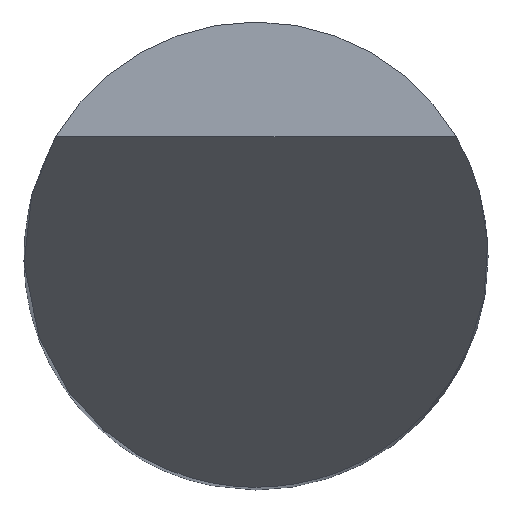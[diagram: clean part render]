
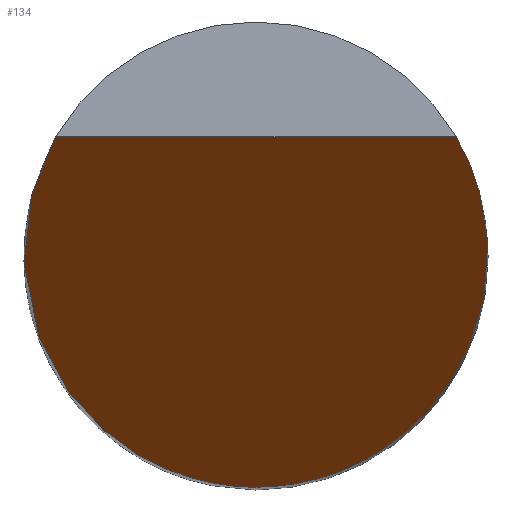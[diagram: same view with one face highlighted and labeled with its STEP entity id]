
A CAD part, top view. The second image highlights one B-rep face of the part: STEP entity #134.
In plain terms, the highlighted planar face has unit normal (0, -0.866, 0.5).
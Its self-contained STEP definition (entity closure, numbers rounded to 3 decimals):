
#55=PLANE('',#614);
#73=LINE('',#973,#101);
#101=VECTOR('',#686,1.);
#134=ADVANCED_FACE('',(#169),#55,.F.);
#169=FACE_OUTER_BOUND('',#201,.T.);
#201=EDGE_LOOP('',(#279,#280,#281));
#279=ORIENTED_EDGE('',*,*,#475,.T.);
#280=ORIENTED_EDGE('',*,*,#476,.T.);
#281=ORIENTED_EDGE('',*,*,#477,.T.);
#419=VERTEX_POINT('',#966);
#420=VERTEX_POINT('',#967);
#421=VERTEX_POINT('',#972);
#475=EDGE_CURVE('',#419,#420,#553,.T.);
#476=EDGE_CURVE('',#420,#421,#554,.T.);
#477=EDGE_CURVE('',#421,#419,#73,.T.);
#553=(
BOUNDED_CURVE()
B_SPLINE_CURVE(3,(#962,#963,#964,#965),.UNSPECIFIED.,.F.,.F.)
B_SPLINE_CURVE_WITH_KNOTS((4,4),(0.,1.),.UNSPECIFIED.)
CURVE()
GEOMETRIC_REPRESENTATION_ITEM()
RATIONAL_B_SPLINE_CURVE((1.,0.665,0.665,1.))
REPRESENTATION_ITEM('')
);
#554=(
BOUNDED_CURVE()
B_SPLINE_CURVE(3,(#968,#969,#970,#971),.UNSPECIFIED.,.F.,.F.)
B_SPLINE_CURVE_WITH_KNOTS((4,4),(0.,1.),.UNSPECIFIED.)
CURVE()
GEOMETRIC_REPRESENTATION_ITEM()
RATIONAL_B_SPLINE_CURVE((1.,0.665,0.665,1.))
REPRESENTATION_ITEM('')
);
#614=AXIS2_PLACEMENT_3D('',#974,#687,#688);
#686=DIRECTION('',(-1.,0.,0.));
#687=DIRECTION('',(0.,0.866,-0.5));
#688=DIRECTION('',(0.,0.5,0.866));
#962=CARTESIAN_POINT('',(-1.726,1.01,1.75));
#963=CARTESIAN_POINT('',(-2.605,-0.491,-0.85));
#964=CARTESIAN_POINT('',(-1.74,-2.,-3.464));
#965=CARTESIAN_POINT('',(0.,-2.,-3.464));
#966=CARTESIAN_POINT('',(-1.726,1.01,1.75));
#967=CARTESIAN_POINT('',(0.,-2.,-3.464));
#968=CARTESIAN_POINT('',(0.,-2.,-3.464));
#969=CARTESIAN_POINT('',(1.74,-2.,-3.464));
#970=CARTESIAN_POINT('',(2.605,-0.491,-0.85));
#971=CARTESIAN_POINT('',(1.726,1.01,1.75));
#972=CARTESIAN_POINT('',(1.726,1.01,1.75));
#973=CARTESIAN_POINT('',(0.,1.01,1.75));
#974=CARTESIAN_POINT('',(2.,-2.,-3.464));
